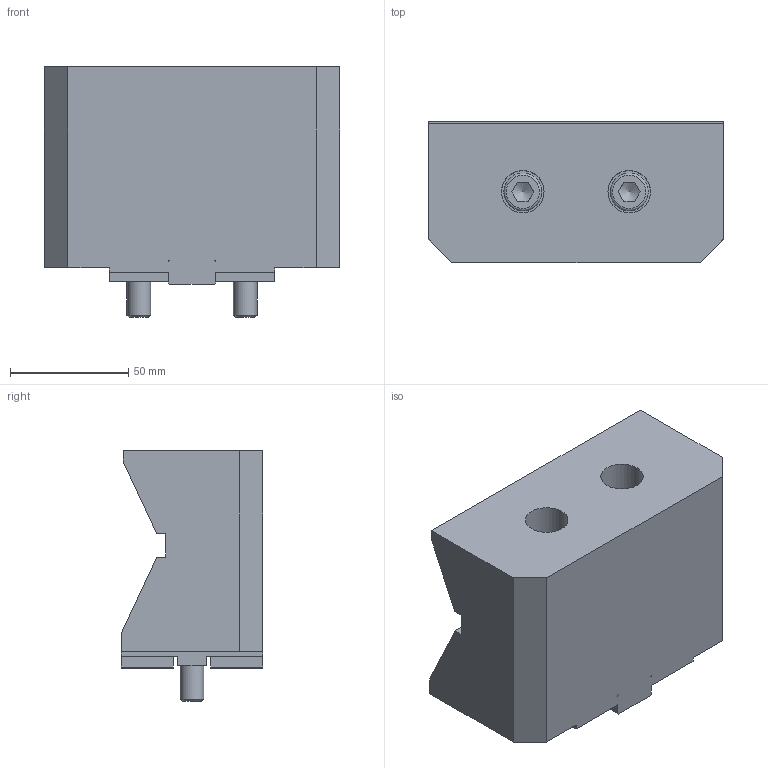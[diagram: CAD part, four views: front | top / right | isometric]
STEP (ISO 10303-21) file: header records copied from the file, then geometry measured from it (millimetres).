
FILE_DESCRIPTION(/* description */ (''),/* implementation_level */ '2;1');
FILE_NAME(/* name */ '301-0125-005-Kunde.stp',/* time_stamp */ '2023-01-20T13:42:40+01:00',/* author */ ('Chiacchiera'),/* organization */ (''),/* preprocessor_version */ 'ST-DEVELOPER v19.2',/* originating_system */ 'Autodesk Inventor 2023',/* authorisation */ '');
FILE_SCHEMA (('AUTOMOTIVE_DESIGN { 1 0 10303 214 3 1 1 }'));
Length unit declared in the file: millimetre
Products named in the file (1): 301-0125-005-Kunde
Bounding box: 125 x 60 x 106 mm (x, y, z)
Volume: 523147.5 mm3; surface area: 62266.9 mm2
Topology: 1 solids, 5 shells, 124 faces, 318 edges, 210 vertices
Faces by surface type: plane 88, cylinder 18, cone 10, torus 8
Full cylindrical faces by diameter (mm): 4.917 x2, 6 x2, 6.3 x2, 10 x4, 11 x4, 16 x2, 18 x2
Entity records: 3903 total; most frequent: CARTESIAN_POINT 703, ORIENTED_EDGE 624, DIRECTION 602, EDGE_CURVE 312, LINE 216, VECTOR 216, VERTEX_POINT 210, AXIS2_PLACEMENT_3D 193
